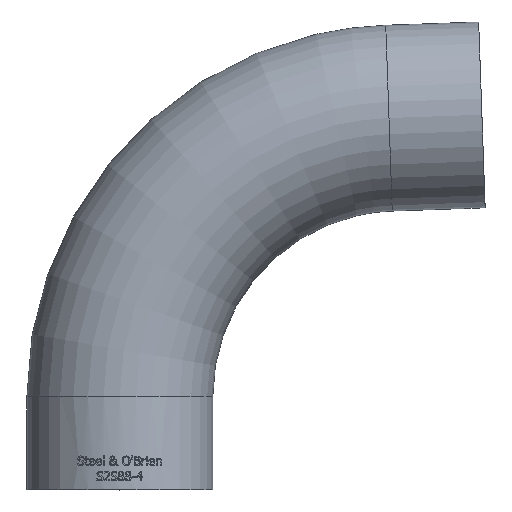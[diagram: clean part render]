
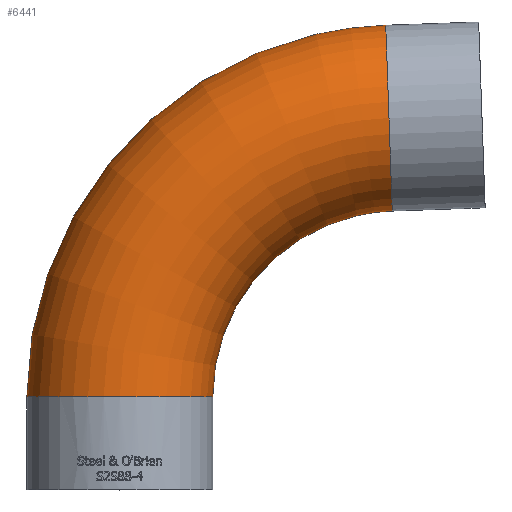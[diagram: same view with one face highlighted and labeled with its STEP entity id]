
A CAD part, top view. The second image highlights one B-rep face of the part: STEP entity #6441.
In plain terms, the highlighted toroidal (fillet/blend) face has major radius 152.4 mm and minor radius 50.8 mm.
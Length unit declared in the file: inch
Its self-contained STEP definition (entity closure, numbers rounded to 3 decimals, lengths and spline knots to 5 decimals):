
#14=TOROIDAL_SURFACE('',#6734,6.,2.);
#276=FACE_BOUND('',#1548,.T.);
#1148=FACE_OUTER_BOUND('',#1547,.T.);
#1547=EDGE_LOOP('',(#6019));
#1548=EDGE_LOOP('',(#6020));
#1657=CIRCLE('',#6708,2.);
#1662=CIRCLE('',#6726,2.);
#3145=VERTEX_POINT('',#14766);
#3150=VERTEX_POINT('',#14789);
#4101=EDGE_CURVE('',#3145,#3145,#1657,.T.);
#4106=EDGE_CURVE('',#3150,#3150,#1662,.T.);
#6019=ORIENTED_EDGE('',*,*,#4106,.T.);
#6020=ORIENTED_EDGE('',*,*,#4101,.F.);
#6441=ADVANCED_FACE('',(#1148,#276),#14,.T.);
#6708=AXIS2_PLACEMENT_3D('',#14767,#7687,#7688);
#6726=AXIS2_PLACEMENT_3D('',#14790,#7723,#7724);
#6734=AXIS2_PLACEMENT_3D('',#14800,#7739,#7740);
#7687=DIRECTION('center_axis',(0.,-1.,0.));
#7688=DIRECTION('ref_axis',(1.,0.,0.));
#7723=DIRECTION('center_axis',(-0.999,-0.035,0.));
#7724=DIRECTION('ref_axis',(0.035,-0.999,0.));
#7739=DIRECTION('center_axis',(0.,0.,-1.));
#7740=DIRECTION('ref_axis',(-1.,0.,0.));
#14766=CARTESIAN_POINT('',(0.,0.,2.));
#14767=CARTESIAN_POINT('Origin',(0.,0.,0.));
#14789=CARTESIAN_POINT('',(5.7208,7.99513,0.));
#14790=CARTESIAN_POINT('Origin',(5.7906,5.99634,0.));
#14800=CARTESIAN_POINT('Origin',(6.,0.,0.));
